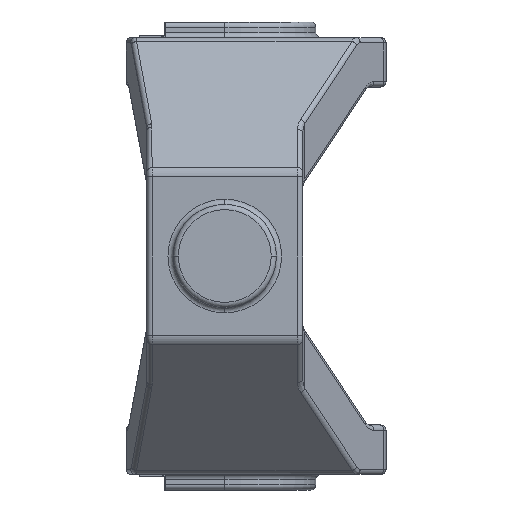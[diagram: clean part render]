
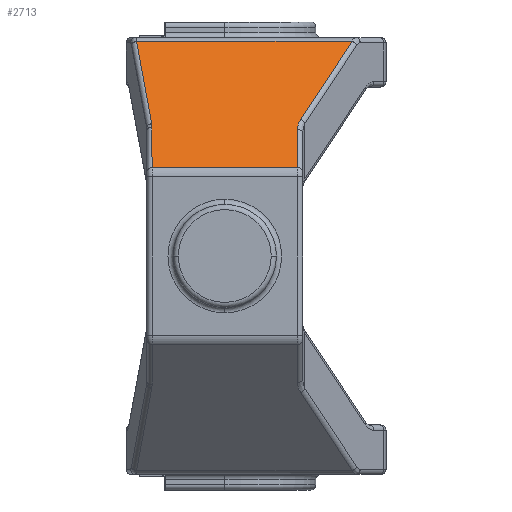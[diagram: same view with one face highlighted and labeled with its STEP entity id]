
A CAD part, left-side view. The second image highlights one B-rep face of the part: STEP entity #2713.
In plain terms, the highlighted planar face has unit normal (-0.707, 0, 0.707).
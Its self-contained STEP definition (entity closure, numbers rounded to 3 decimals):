
#297 = CARTESIAN_POINT ( 'NONE',  ( -108.536, 90., 33.964 ) ) ;
#359 = DIRECTION ( 'NONE',  ( 0., 1., 0. ) ) ;
#401 = EDGE_CURVE ( 'NONE', #6375, #3991, #694, .T. ) ;
#543 = EDGE_CURVE ( 'NONE', #1183, #1751, #8670, .T. ) ;
#652 = DIRECTION ( 'NONE',  ( 0.707, 0., -0.707 ) ) ;
#694 = LINE ( 'NONE', #7865, #7575 ) ;
#1183 = VERTEX_POINT ( 'NONE', #7733 ) ;
#1340 = ORIENTED_EDGE ( 'NONE', *, *, #3598, .T. ) ;
#1508 = VECTOR ( 'NONE', #359, 1000. ) ;
#1584 = CARTESIAN_POINT ( 'NONE',  ( -92.87, 90., 49.63 ) ) ;
#1751 = VERTEX_POINT ( 'NONE', #1584 ) ;
#1768 = ORIENTED_EDGE ( 'NONE', *, *, #401, .T. ) ;
#1789 = LINE ( 'NONE', #8418, #1508 ) ;
#1930 = CARTESIAN_POINT ( 'NONE',  ( -92.445, 90., 50.055 ) ) ;
#2430 = ORIENTED_EDGE ( 'NONE', *, *, #8685, .T. ) ;
#2512 = CARTESIAN_POINT ( 'NONE',  ( -91.212, 33.603, 51.288 ) ) ;
#2631 = EDGE_CURVE ( 'NONE', #10895, #6112, #4981, .T. ) ;
#2713 = ADVANCED_FACE ( 'NONE', ( #4145 ), #6063, .F. ) ;
#2863 = VECTOR ( 'NONE', #4162, 1000. ) ;
#3598 = EDGE_CURVE ( 'NONE', #9730, #1183, #4150, .T. ) ;
#3653 = AXIS2_PLACEMENT_3D ( 'NONE', #8732, #652, #6954 ) ;
#3903 = CARTESIAN_POINT ( 'NONE',  ( -93.915, 34., 48.585 ) ) ;
#3991 = VERTEX_POINT ( 'NONE', #4398 ) ;
#4145 = FACE_OUTER_BOUND ( 'NONE', #5467, .T. ) ;
#4150 = LINE ( 'NONE', #7344, #8623 ) ;
#4162 = DIRECTION ( 'NONE',  ( 0.707, 0., 0.707 ) ) ;
#4398 = CARTESIAN_POINT ( 'NONE',  ( -59.964, 12.986, 82.536 ) ) ;
#4981 = LINE ( 'NONE', #9519, #2863 ) ;
#5007 = CARTESIAN_POINT ( 'NONE',  ( -59.964, 95.934, 82.536 ) ) ;
#5196 = CARTESIAN_POINT ( 'NONE',  ( -92.535, 34., 49.965 ) ) ;
#5266 = VECTOR ( 'NONE', #6691, 1000. ) ;
#5467 = EDGE_LOOP ( 'NONE', ( #5740, #7685, #2430, #6318, #7927, #1768, #7435, #1340 ) ) ;
#5664 = CARTESIAN_POINT ( 'NONE',  ( -108.536, 34., 33.964 ) ) ;
#5740 = ORIENTED_EDGE ( 'NONE', *, *, #543, .T. ) ;
#6063 = PLANE ( 'NONE',  #3653 ) ;
#6112 = VERTEX_POINT ( 'NONE', #3903 ) ;
#6318 = ORIENTED_EDGE ( 'NONE', *, *, #2631, .T. ) ;
#6375 = VERTEX_POINT ( 'NONE', #10641 ) ;
#6691 = DIRECTION ( 'NONE',  ( -0.707, 0., -0.707 ) ) ;
#6764 = CARTESIAN_POINT ( 'NONE',  ( -108.536, 100., 33.964 ) ) ;
#6883 = EDGE_CURVE ( 'NONE', #3991, #9730, #1789, .T. ) ;
#6954 = DIRECTION ( 'NONE',  ( -0.707, 0., -0.707 ) ) ;
#7306 = CARTESIAN_POINT ( 'NONE',  ( -91.604, 90.115, 50.896 ) ) ;
#7344 = CARTESIAN_POINT ( 'NONE',  ( -108.8, 86.953, 33.7 ) ) ;
#7435 = ORIENTED_EDGE ( 'NONE', *, *, #6883, .T. ) ;
#7575 = VECTOR ( 'NONE', #8779, 1000. ) ;
#7670 =( BOUNDED_CURVE ( )  B_SPLINE_CURVE ( 3, ( #11495, #5196, #2512, #8815 ),
 .UNSPECIFIED., .F., .F. ) 
 B_SPLINE_CURVE_WITH_KNOTS ( ( 4, 4 ),
 ( 4.712, 5.296 ),
 .UNSPECIFIED. ) 
 CURVE ( )  GEOMETRIC_REPRESENTATION_ITEM ( )  RATIONAL_B_SPLINE_CURVE ( ( 1., 0.972, 0.972, 1. ) ) 
 REPRESENTATION_ITEM ( '' )  );
#7685 = ORIENTED_EDGE ( 'NONE', *, *, #9338, .T. ) ;
#7733 = CARTESIAN_POINT ( 'NONE',  ( -91.604, 90.115, 50.896 ) ) ;
#7865 = CARTESIAN_POINT ( 'NONE',  ( -124.63, 55.652, 17.87 ) ) ;
#7927 = ORIENTED_EDGE ( 'NONE', *, *, #9526, .T. ) ;
#8219 = CARTESIAN_POINT ( 'NONE',  ( -92.022, 90.039, 50.478 ) ) ;
#8361 = VERTEX_POINT ( 'NONE', #297 ) ;
#8418 = CARTESIAN_POINT ( 'NONE',  ( -59.964, 100., 82.536 ) ) ;
#8493 = CARTESIAN_POINT ( 'NONE',  ( -110., 90., 32.5 ) ) ;
#8623 = VECTOR ( 'NONE', #11070, 1000. ) ;
#8670 =( BOUNDED_CURVE ( )  B_SPLINE_CURVE ( 3, ( #7306, #8219, #1930, #9129 ),
 .UNSPECIFIED., .F., .F. ) 
 B_SPLINE_CURVE_WITH_KNOTS ( ( 4, 4 ),
 ( 4.531, 4.712 ),
 .UNSPECIFIED. ) 
 CURVE ( )  GEOMETRIC_REPRESENTATION_ITEM ( )  RATIONAL_B_SPLINE_CURVE ( ( 1., 0.997, 0.997, 1. ) ) 
 REPRESENTATION_ITEM ( '' )  );
#8685 = EDGE_CURVE ( 'NONE', #8361, #10895, #11199, .T. ) ;
#8732 = CARTESIAN_POINT ( 'NONE',  ( -110., 100., 32.5 ) ) ;
#8779 = DIRECTION ( 'NONE',  ( 0.641, -0.423, 0.641 ) ) ;
#8815 = CARTESIAN_POINT ( 'NONE',  ( -90.06, 32.843, 52.44 ) ) ;
#9129 = CARTESIAN_POINT ( 'NONE',  ( -92.87, 90., 49.63 ) ) ;
#9338 = EDGE_CURVE ( 'NONE', #1751, #8361, #10030, .T. ) ;
#9519 = CARTESIAN_POINT ( 'NONE',  ( -110., 34., 32.5 ) ) ;
#9526 = EDGE_CURVE ( 'NONE', #6112, #6375, #7670, .T. ) ;
#9730 = VERTEX_POINT ( 'NONE', #5007 ) ;
#10030 = LINE ( 'NONE', #8493, #5266 ) ;
#10385 = DIRECTION ( 'NONE',  ( 0., -1., 0. ) ) ;
#10641 = CARTESIAN_POINT ( 'NONE',  ( -90.06, 32.843, 52.44 ) ) ;
#10895 = VERTEX_POINT ( 'NONE', #5664 ) ;
#10909 = VECTOR ( 'NONE', #10385, 1000. ) ;
#11070 = DIRECTION ( 'NONE',  ( -0.701, -0.129, -0.701 ) ) ;
#11199 = LINE ( 'NONE', #6764, #10909 ) ;
#11495 = CARTESIAN_POINT ( 'NONE',  ( -93.915, 34., 48.585 ) ) ;
